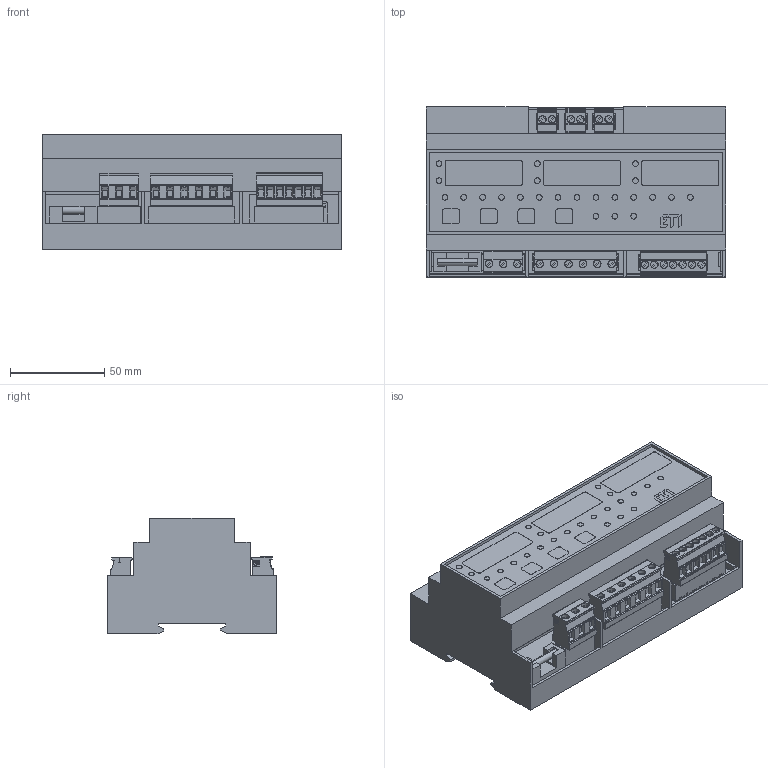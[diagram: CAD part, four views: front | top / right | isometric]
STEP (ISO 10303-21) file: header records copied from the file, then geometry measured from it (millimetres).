
FILE_DESCRIPTION((''),'2;1');
FILE_NAME('ENA3D_ASM','2021-10-27T',('marketing.praksa'),('Audax d.o.o.'),'CREO PARAMETRIC BY PTC INC, 2017480','CREO PARAMETRIC BY PTC INC, 2017480','');
FILE_SCHEMA(('AUTOMOTIVE_DESIGN { 1 0 10303 214 1 1 1 1 }'));
Products named in the file (51): ISDI00164; SV02-5_08-F; WE-615006138421; PV02-5-V-P_1; SV07-5-F; SV06-7_62-F; ESTRUSIONE-ESTRUSIONE3; ESTRUSIONE-ESTRUSIONE4; PORTA-FUSE-C1010_ASM; SV02-7_50-F; PSM788-108029; PV07-5-V-P; PV06-7_62-V-P; PV03-7_5-V-P_1; PSM788-108155_ASM; ESTRUSIONE-ESTRUSIONE1_1__1; ESTRUSIONE-ESTRUSIONE1_2__1; ESTRUSIONE-ESTRUSIONE1_3__1; ESTRUSIONE-ESTRUSIONE1_4__1; ESTRUSIONE-ESTRUSIONE1_5__1; ESTRUSIONE-ESTRUSIONE1_6__1; ESTRUSIONE-ESTRUSIONE1_7__1; ESTRUSIONE-ESTRUSIONE1_8__1; ESTRUSIONE-ESTRUSIONE1_9__1; ESTRUSIONE-ESTRUSIONE1_10__1; ESTRUSIONE-ESTRUSIONE1_11__1; ESTRUSIONE-ESTRUSIONE1_12__1; ESTRUSIONE-ESTRUSIONE1_13__1; ESTRUSIONE-ESTRUSIONE1_14__1; ESTRUSIONE-ESTRUSIONE1_15__1; ESTRUSIONE-ESTRUSIONE1_16__1; ESTRUSIONE-ESTRUSIONE1_17__1; ESTRUSIONE-ESTRUSIONE1_18__1; ESTRUSIONE-ESTRUSIONE1_19__1; ESTRUSIONE-ESTRUSIONE1_20__1; ESTRUSIONE-ESTRUSIONE1_21__1; ESTRUSIONE-ESTRUSIONE1_22__1; ESTRUSIONE-ESTRUSIONE1_23__1; ESTRUSIONE-ESTRUSIONE1_24__1; ESTRUSIONE-ESTRUSIONE1_25__1 ...
Assembly tree (54 placements, depth 4):
  ENA3D_ASM
    ISDI00164
    PSM788-108155_ASM
      SV02-5_08-F  x3
      WE-615006138421
      PV02-5-V-P_1  x3
      SV07-5-F
      SV06-7_62-F
      PORTA-FUSE-C1010_ASM
        ESTRUSIONE-ESTRUSIONE3
        ESTRUSIONE-ESTRUSIONE4
      SV02-7_50-F
      PSM788-108029
      PV07-5-V-P
      PV06-7_62-V-P
      PV03-7_5-V-P_1
    FRONT_ENA3D_ASM
      ESTRUSIONE-ESTRUSIONE1_1__1
      ESTRUSIONE-ESTRUSIONE1_2__1
      ESTRUSIONE-ESTRUSIONE1_3__1
      ESTRUSIONE-ESTRUSIONE1_4__1
      ESTRUSIONE-ESTRUSIONE1_5__1
      ESTRUSIONE-ESTRUSIONE1_6__1
      ESTRUSIONE-ESTRUSIONE1_7__1
      ESTRUSIONE-ESTRUSIONE1_8__1
      ESTRUSIONE-ESTRUSIONE1_9__1
      ESTRUSIONE-ESTRUSIONE1_10__1
      ESTRUSIONE-ESTRUSIONE1_11__1
      ESTRUSIONE-ESTRUSIONE1_12__1
      ESTRUSIONE-ESTRUSIONE1_13__1
      ESTRUSIONE-ESTRUSIONE1_14__1
      ESTRUSIONE-ESTRUSIONE1_15__1
      ESTRUSIONE-ESTRUSIONE1_16__1
      ESTRUSIONE-ESTRUSIONE1_17__1
      ESTRUSIONE-ESTRUSIONE1_18__1
      ESTRUSIONE-ESTRUSIONE1_19__1
      ESTRUSIONE-ESTRUSIONE1_20__1
      ESTRUSIONE-ESTRUSIONE1_21__1
      ESTRUSIONE-ESTRUSIONE1_22__1
      ESTRUSIONE-ESTRUSIONE1_23__1
      ESTRUSIONE-ESTRUSIONE1_24__1
      ESTRUSIONE-ESTRUSIONE1_25__1
      ESTRUSIONE-ESTRUSIONE1_26__1
      ESTRUSIONE-ESTRUSIONE1_27__1
      ESTRUSIONE-ESTRUSIONE1_28__1
      ESTRUSIONE-ESTRUSIONE1_29__1
      ESTRUSIONE-ESTRUSIONE1_30__1
      ESTRUSIONE-ESTRUSIONE1_31__1
      ESTRUSIONE-ESTRUSIONE1_32__1
      ESTRUSIONE-ESTRUSIONE1_33__1
    SCATOLA_9_MODULI
Bounding box: 158.6 x 90 x 61.1 mm (x, y, z)
Volume: 185660.9 mm3; surface area: 167205.6 mm2
Topology: 49 solids, 57 shells, 3141 faces, 8217 edges, 5342 vertices
Faces by surface type: plane 2273, cylinder 588, extrusion 144, cone 60, sphere 40, bspline 36
Entity records: 134362 total; most frequent: CARTESIAN_POINT 26417, ORIENTED_EDGE 13410, DIRECTION 12710, PRESENTATION_STYLE_ASSIGNMENT 9576, STYLED_ITEM 9576, CURVE_STYLE 6914, EDGE_CURVE 6770, VECTOR 5256
